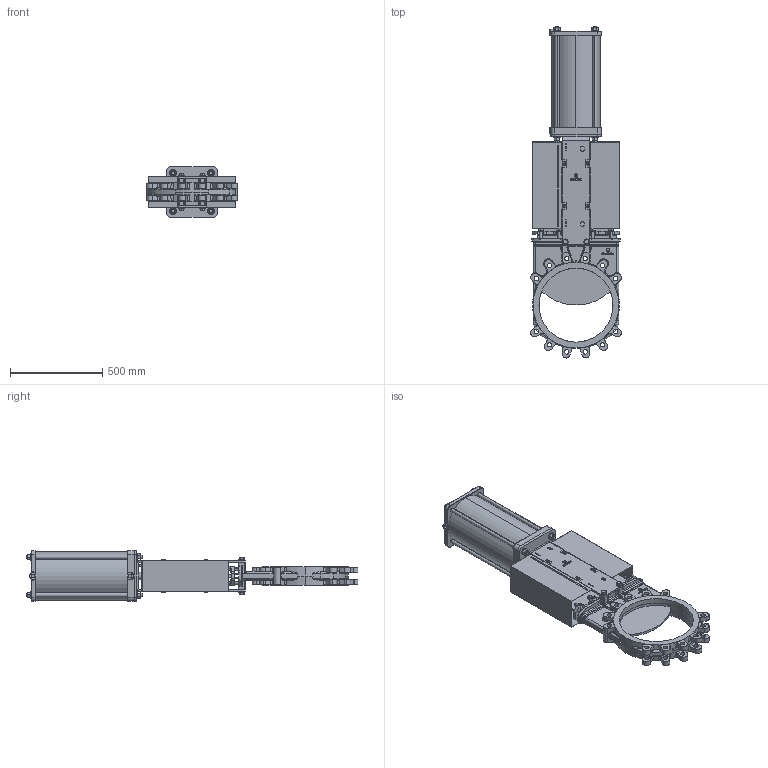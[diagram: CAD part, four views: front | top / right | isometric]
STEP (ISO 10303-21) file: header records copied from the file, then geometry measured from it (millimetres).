
FILE_DESCRIPTION (( 'STEP AP214' ), '1' );
FILE_NAME ('EB DN400_CAST IRON_PNEUMATIC.STEP', '2012-01-13T11:56:34', ( 'user' ), ( '' ), 'SwSTEP 2.0', 'SolidWorks 2011', '' );
FILE_SCHEMA (( 'AUTOMOTIVE_DESIGN' ));
Length unit declared in the file: millimetre
Products named in the file (1): EB DN400_CAST IRON_PNEUMATIC
Bounding box: 490.99 x 1794.78 x 274 mm (x, y, z)
Surface area: 3341051.8 mm2 (no closed solid volume)
Topology: 0 solids, 99 shells, 1268 faces, 4604 edges, 3303 vertices
Faces by surface type: plane 500, cylinder 417, bspline 152, torus 136, cone 38, sphere 25
Entity records: 73641 total; most frequent: CARTESIAN_POINT 22058, DIRECTION 7702, ORIENTED_EDGE 7219, EDGE_CURVE 4588, VERTEX_POINT 3303, AXIS2_PLACEMENT_3D 2814, LINE 2074, VECTOR 2074
